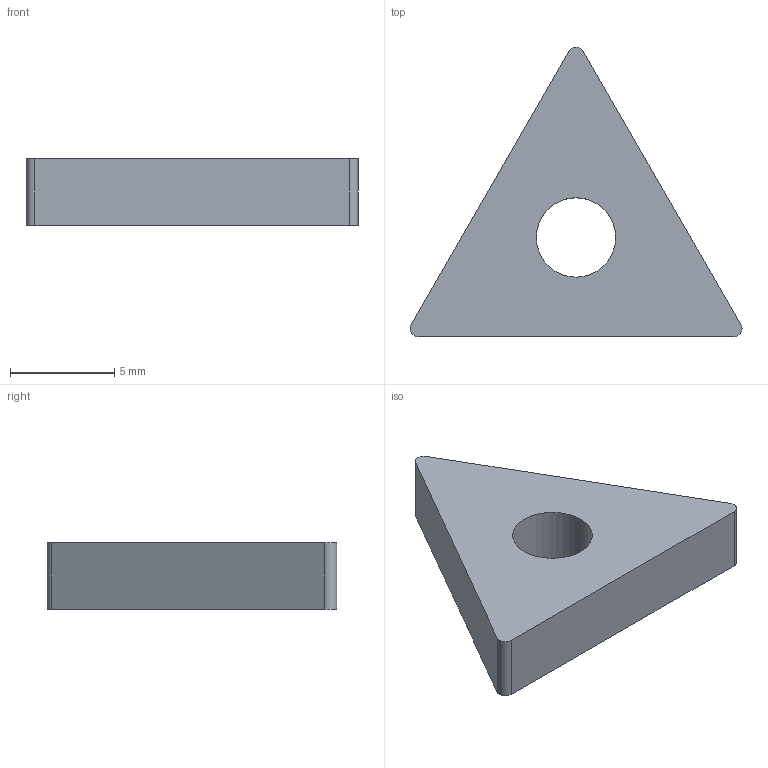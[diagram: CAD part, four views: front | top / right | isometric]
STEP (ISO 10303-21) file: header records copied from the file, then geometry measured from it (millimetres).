
FILE_DESCRIPTION(/* description */ (''),/* implementation_level */ '2;1');
FILE_NAME(/* name */ 'TN160304N.stp',/* time_stamp */ '2021-12-22T08:51:08+09:00',/* author */ (''),/* organization */ (''),/* preprocessor_version */ 'ST-DEVELOPER v16',/* originating_system */ 'SIEMENS PLM Software NX 10.0',/* authorisation */ '');
FILE_SCHEMA (('AUTOMOTIVE_DESIGN { 1 0 10303 214 3 1 1 1 }'));
Length unit declared in the file: millimetre
Products named in the file (1): TN160304L
Bounding box: 15.91 x 13.89 x 3.18 mm (x, y, z)
Volume: 337.5 mm3; surface area: 402.5 mm2
Topology: 1 solids, 1 shells, 10 faces, 30 edges, 30 vertices
Faces by surface type: plane 5, cylinder 5
Entity records: 426 total; most frequent: DIRECTION 71, CARTESIAN_POINT 62, ORIENTED_EDGE 48, AXIS2_PLACEMENT_3D 27, EDGE_CURVE 24, LINE 17, VECTOR 17, VERTEX_POINT 16
